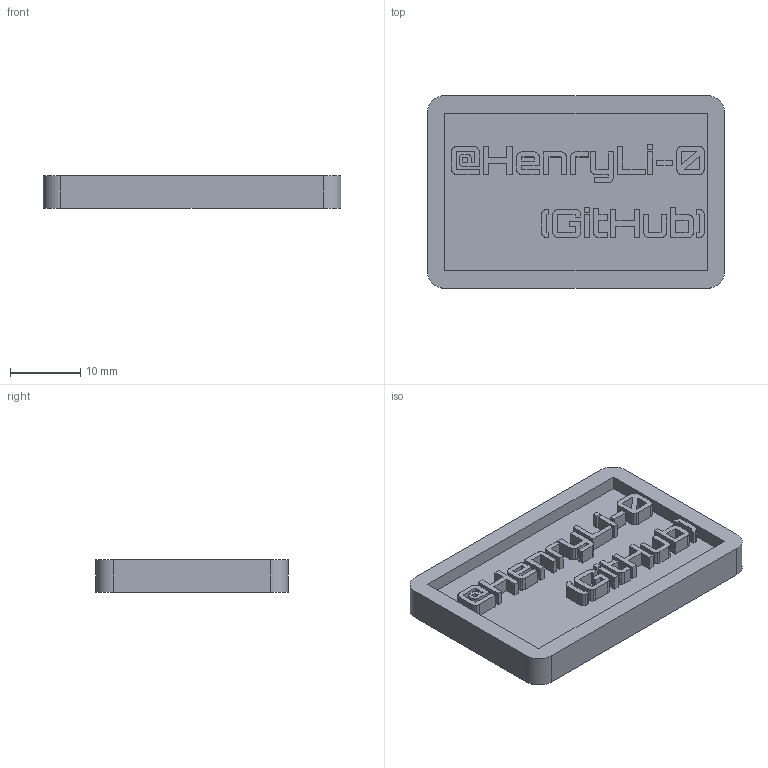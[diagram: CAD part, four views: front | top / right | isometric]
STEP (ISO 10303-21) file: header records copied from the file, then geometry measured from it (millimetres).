
FILE_DESCRIPTION(/* description */ ('STEP AP242','CAx-IF Rec.Pracs.---Representation and Presentation of Product Manufacturing Information (PMI)---4.0---2014-10-13','CAx-IF Rec.Pracs.---3D Tessellated Geometry---0.4---2014-09-14','2;1'),/* implementation_level */ '2;1');
FILE_NAME(/* name */ '679847892a44fc7ada1b6357',/* time_stamp */ '2025-01-28T02:57:14Z',/* author */ (''),/* organization */ (''),/* preprocessor_version */ 'ST-DEVELOPER v20',/* originating_system */ 'ONSHAPE BY PTC INC, 1.192',/* authorisation */ ' ');
FILE_SCHEMA (('AP242_MANAGED_MODEL_BASED_3D_ENGINEERING_MIM_LF { 1 0 10303 442 1 1 4 }'));
Length unit declared in the file: metre
Products named in the file (1): tag
Bounding box: 42.5 x 27.5 x 4.6 mm (x, y, z)
Volume: 3629.3 mm3; surface area: 4903.8 mm2
Topology: 1 solids, 2 shells, 371 faces, 1023 edges, 682 vertices
Faces by surface type: plane 212, cylinder 159
Full cylindrical faces by diameter (mm): 25.5 x1
Entity records: 11890 total; most frequent: DIRECTION 2084, CARTESIAN_POINT 2076, ORIENTED_EDGE 2044, EDGE_CURVE 1022, LINE 704, VECTOR 704, AXIS2_PLACEMENT_3D 690, VERTEX_POINT 682
